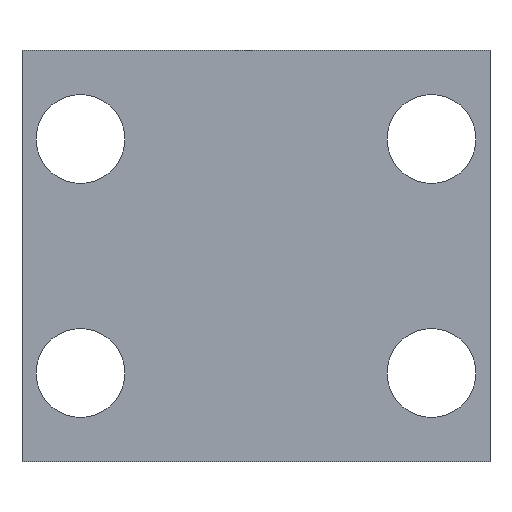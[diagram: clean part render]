
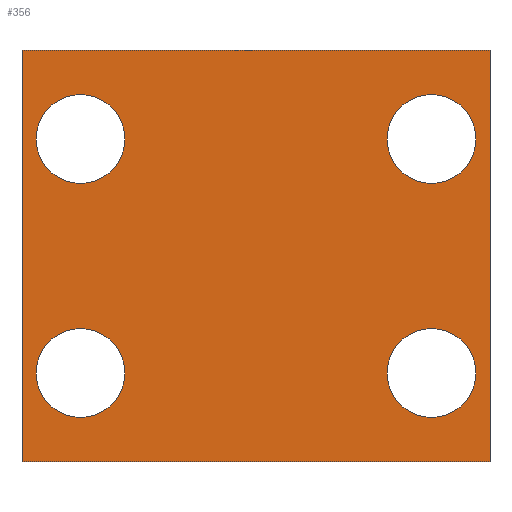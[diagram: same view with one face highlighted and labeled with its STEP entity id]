
A CAD part, front view. The second image highlights one B-rep face of the part: STEP entity #356.
In plain terms, the highlighted planar face has unit normal (0, -1, 0).
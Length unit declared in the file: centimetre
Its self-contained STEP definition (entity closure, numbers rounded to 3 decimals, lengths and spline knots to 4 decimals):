
#56=VECTOR('',#410,1.);
#59=VECTOR('',#416,1.);
#64=VECTOR('',#424,1.);
#70=VECTOR('',#456,1.);
#88=LINE('',#502,#56);
#91=LINE('',#509,#59);
#96=LINE('',#519,#64);
#102=LINE('',#546,#70);
#123=VERTEX_POINT('',#501);
#124=VERTEX_POINT('',#503);
#125=VERTEX_POINT('',#508);
#126=VERTEX_POINT('',#510);
#131=VERTEX_POINT('',#535);
#132=VERTEX_POINT('',#538);
#133=VERTEX_POINT('',#541);
#134=VERTEX_POINT('',#544);
#143=CIRCLE('',#374,0.1899);
#144=CIRCLE('',#376,0.1899);
#145=CIRCLE('',#378,0.1899);
#146=CIRCLE('',#380,0.1899);
#168=EDGE_CURVE('',#124,#123,#88,.T.);
#172=EDGE_CURVE('',#125,#126,#91,.T.);
#178=EDGE_CURVE('',#126,#123,#96,.T.);
#186=EDGE_CURVE('',#131,#131,#143,.T.);
#187=EDGE_CURVE('',#132,#132,#144,.T.);
#188=EDGE_CURVE('',#133,#133,#145,.T.);
#189=EDGE_CURVE('',#134,#134,#146,.T.);
#190=EDGE_CURVE('',#125,#124,#102,.T.);
#271=ORIENTED_EDGE('',*,*,#186,.T.);
#272=ORIENTED_EDGE('',*,*,#187,.T.);
#273=ORIENTED_EDGE('',*,*,#188,.T.);
#274=ORIENTED_EDGE('',*,*,#189,.T.);
#275=ORIENTED_EDGE('',*,*,#168,.T.);
#276=ORIENTED_EDGE('',*,*,#178,.F.);
#277=ORIENTED_EDGE('',*,*,#172,.F.);
#278=ORIENTED_EDGE('',*,*,#190,.T.);
#304=EDGE_LOOP('',(#271));
#305=EDGE_LOOP('',(#272));
#306=EDGE_LOOP('',(#273));
#307=EDGE_LOOP('',(#274));
#308=EDGE_LOOP('',(#275,#276,#277,#278));
#334=FACE_BOUND('',#304,.T.);
#335=FACE_BOUND('',#305,.T.);
#336=FACE_BOUND('',#306,.T.);
#337=FACE_BOUND('',#307,.T.);
#338=FACE_BOUND('',#308,.T.);
#356=ADVANCED_FACE('',(#334,#335,#336,#337,#338),#556,.T.);
#374=AXIS2_PLACEMENT_3D('',#534,#441,#442);
#376=AXIS2_PLACEMENT_3D('',#537,#445,#446);
#378=AXIS2_PLACEMENT_3D('',#540,#449,#450);
#380=AXIS2_PLACEMENT_3D('',#543,#453,#454);
#382=AXIS2_PLACEMENT_3D('',#547,#457,$);
#410=DIRECTION('',(-1.,0.,0.));
#416=DIRECTION('',(-1.,0.,0.));
#424=DIRECTION('',(0.,0.,1.));
#441=DIRECTION('',(0.,1.,0.));
#442=DIRECTION('',(0.19,0.,0.));
#445=DIRECTION('',(0.,1.,0.));
#446=DIRECTION('',(0.19,0.,0.));
#449=DIRECTION('',(0.,1.,0.));
#450=DIRECTION('',(0.19,0.,0.));
#453=DIRECTION('',(0.,1.,0.));
#454=DIRECTION('',(0.19,0.,0.));
#456=DIRECTION('',(0.,0.,1.));
#457=DIRECTION('',(0.,-1.,0.));
#501=CARTESIAN_POINT('',(-1.,-1.,0.88));
#502=CARTESIAN_POINT('',(1.,-1.,0.88));
#503=CARTESIAN_POINT('',(1.,-1.,0.88));
#508=CARTESIAN_POINT('',(1.,-1.,-0.88));
#509=CARTESIAN_POINT('',(1.,-1.,-0.88));
#510=CARTESIAN_POINT('',(-1.,-1.,-0.88));
#519=CARTESIAN_POINT('',(-1.,-1.,-0.88));
#534=CARTESIAN_POINT('',(0.75,-1.,-0.5));
#535=CARTESIAN_POINT('',(0.5601,-1.,-0.5));
#537=CARTESIAN_POINT('',(0.75,-1.,0.5));
#538=CARTESIAN_POINT('',(0.5601,-1.,0.5));
#540=CARTESIAN_POINT('',(-0.75,-1.,-0.5));
#541=CARTESIAN_POINT('',(-0.9399,-1.,-0.5));
#543=CARTESIAN_POINT('',(-0.75,-1.,0.5));
#544=CARTESIAN_POINT('',(-0.9399,-1.,0.5));
#546=CARTESIAN_POINT('',(1.,-1.,-0.88));
#547=CARTESIAN_POINT('',(0.,-1.,-0.88));
#556=PLANE('',#382);
